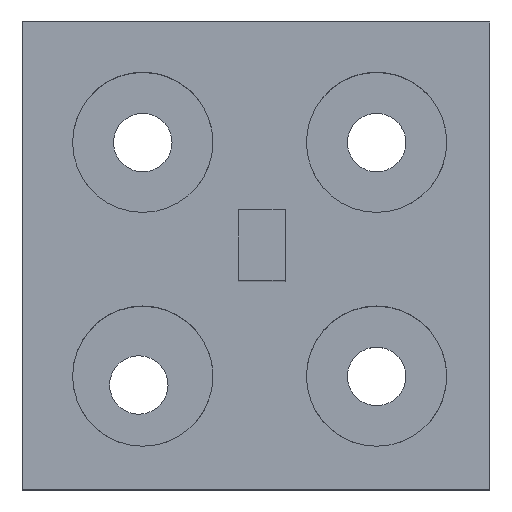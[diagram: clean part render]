
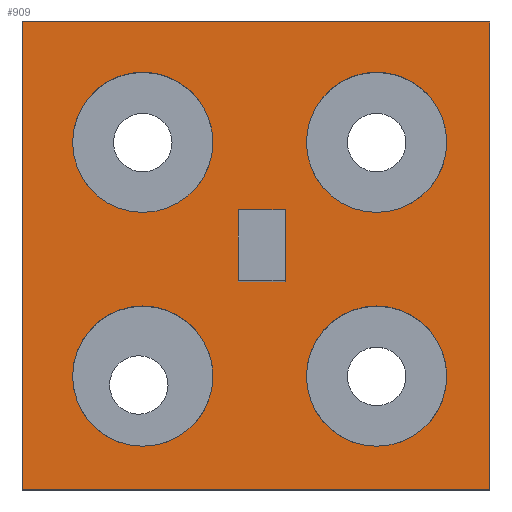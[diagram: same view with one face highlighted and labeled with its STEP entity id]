
A CAD part, top view. The second image highlights one B-rep face of the part: STEP entity #909.
In plain terms, the highlighted planar face has unit normal (0, 0, 1).
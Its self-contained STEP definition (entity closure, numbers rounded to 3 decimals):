
#27=FACE_BOUND('',#127,.T.);
#28=FACE_BOUND('',#128,.T.);
#29=FACE_BOUND('',#129,.T.);
#30=FACE_BOUND('',#130,.T.);
#31=FACE_BOUND('',#131,.T.);
#48=CIRCLE('',#969,6.);
#49=CIRCLE('',#970,6.);
#50=CIRCLE('',#971,6.);
#51=CIRCLE('',#972,6.);
#81=FACE_OUTER_BOUND('',#126,.T.);
#126=EDGE_LOOP('',(#615,#616,#617,#618));
#127=EDGE_LOOP('',(#619));
#128=EDGE_LOOP('',(#620));
#129=EDGE_LOOP('',(#621));
#130=EDGE_LOOP('',(#622));
#131=EDGE_LOOP('',(#623,#624,#625,#626));
#191=LINE('',#1304,#291);
#195=LINE('',#1313,#295);
#196=LINE('',#1315,#296);
#197=LINE('',#1317,#297);
#198=LINE('',#1318,#298);
#199=LINE('',#1328,#299);
#200=LINE('',#1330,#300);
#201=LINE('',#1331,#301);
#291=VECTOR('',#1048,10.);
#295=VECTOR('',#1054,10.);
#296=VECTOR('',#1055,10.);
#297=VECTOR('',#1056,10.);
#298=VECTOR('',#1057,10.);
#299=VECTOR('',#1066,10.);
#300=VECTOR('',#1067,10.);
#301=VECTOR('',#1068,10.);
#391=VERTEX_POINT('',#1302);
#392=VERTEX_POINT('',#1303);
#395=VERTEX_POINT('',#1311);
#396=VERTEX_POINT('',#1312);
#397=VERTEX_POINT('',#1314);
#398=VERTEX_POINT('',#1316);
#399=VERTEX_POINT('',#1319);
#400=VERTEX_POINT('',#1321);
#401=VERTEX_POINT('',#1323);
#402=VERTEX_POINT('',#1325);
#403=VERTEX_POINT('',#1327);
#404=VERTEX_POINT('',#1329);
#479=EDGE_CURVE('',#391,#392,#191,.T.);
#483=EDGE_CURVE('',#395,#396,#195,.T.);
#484=EDGE_CURVE('',#396,#397,#196,.T.);
#485=EDGE_CURVE('',#397,#398,#197,.T.);
#486=EDGE_CURVE('',#398,#395,#198,.T.);
#487=EDGE_CURVE('',#399,#399,#48,.T.);
#488=EDGE_CURVE('',#400,#400,#49,.T.);
#489=EDGE_CURVE('',#401,#401,#50,.T.);
#490=EDGE_CURVE('',#402,#402,#51,.T.);
#491=EDGE_CURVE('',#403,#391,#199,.T.);
#492=EDGE_CURVE('',#392,#404,#200,.T.);
#493=EDGE_CURVE('',#404,#403,#201,.T.);
#615=ORIENTED_EDGE('',*,*,#483,.T.);
#616=ORIENTED_EDGE('',*,*,#484,.T.);
#617=ORIENTED_EDGE('',*,*,#485,.T.);
#618=ORIENTED_EDGE('',*,*,#486,.T.);
#619=ORIENTED_EDGE('',*,*,#487,.T.);
#620=ORIENTED_EDGE('',*,*,#488,.T.);
#621=ORIENTED_EDGE('',*,*,#489,.T.);
#622=ORIENTED_EDGE('',*,*,#490,.T.);
#623=ORIENTED_EDGE('',*,*,#491,.T.);
#624=ORIENTED_EDGE('',*,*,#479,.T.);
#625=ORIENTED_EDGE('',*,*,#492,.T.);
#626=ORIENTED_EDGE('',*,*,#493,.T.);
#876=PLANE('',#968);
#909=ADVANCED_FACE('',(#81,#27,#28,#29,#30,#31),#876,.F.);
#968=AXIS2_PLACEMENT_3D('',#1310,#1052,#1053);
#969=AXIS2_PLACEMENT_3D('',#1320,#1058,#1059);
#970=AXIS2_PLACEMENT_3D('',#1322,#1060,#1061);
#971=AXIS2_PLACEMENT_3D('',#1324,#1062,#1063);
#972=AXIS2_PLACEMENT_3D('',#1326,#1064,#1065);
#1048=DIRECTION('',(0.,-1.,0.));
#1052=DIRECTION('center_axis',(0.,0.,-1.));
#1053=DIRECTION('ref_axis',(1.,0.,0.));
#1054=DIRECTION('',(-1.,0.,0.));
#1055=DIRECTION('',(0.,-1.,0.));
#1056=DIRECTION('',(1.,0.,0.));
#1057=DIRECTION('',(0.,1.,0.));
#1058=DIRECTION('center_axis',(0.,0.,-1.));
#1059=DIRECTION('ref_axis',(1.,0.,0.));
#1060=DIRECTION('center_axis',(0.,0.,-1.));
#1061=DIRECTION('ref_axis',(1.,0.,0.));
#1062=DIRECTION('center_axis',(0.,0.,-1.));
#1063=DIRECTION('ref_axis',(1.,0.,0.));
#1064=DIRECTION('center_axis',(0.,0.,-1.));
#1065=DIRECTION('ref_axis',(1.,0.,0.));
#1066=DIRECTION('',(1.,0.,0.));
#1067=DIRECTION('',(-1.,0.,0.));
#1068=DIRECTION('',(0.,1.,0.));
#1302=CARTESIAN_POINT('',(-25.576,-29.186,-20.));
#1303=CARTESIAN_POINT('',(-25.576,-35.186,-20.));
#1304=CARTESIAN_POINT('',(-25.576,-34.079,-20.));
#1310=CARTESIAN_POINT('Origin',(-28.074,-32.971,-20.));
#1311=CARTESIAN_POINT('',(-8.074,-12.971,-20.));
#1312=CARTESIAN_POINT('',(-48.074,-12.971,-20.));
#1313=CARTESIAN_POINT('',(-8.074,-12.971,-20.));
#1314=CARTESIAN_POINT('',(-48.074,-52.971,-20.));
#1315=CARTESIAN_POINT('',(-48.074,-12.971,-20.));
#1316=CARTESIAN_POINT('',(-8.074,-52.971,-20.));
#1317=CARTESIAN_POINT('',(-48.074,-52.971,-20.));
#1318=CARTESIAN_POINT('',(-8.074,-52.971,-20.));
#1319=CARTESIAN_POINT('',(-23.758,-23.26,-20.));
#1320=CARTESIAN_POINT('Origin',(-17.758,-23.26,-20.));
#1321=CARTESIAN_POINT('',(-23.758,-43.26,-20.));
#1322=CARTESIAN_POINT('Origin',(-17.758,-43.26,-20.));
#1323=CARTESIAN_POINT('',(-43.758,-43.26,-20.));
#1324=CARTESIAN_POINT('Origin',(-37.758,-43.26,-20.));
#1325=CARTESIAN_POINT('',(-43.758,-23.26,-20.));
#1326=CARTESIAN_POINT('Origin',(-37.758,-23.26,-20.));
#1327=CARTESIAN_POINT('',(-29.576,-29.186,-20.));
#1328=CARTESIAN_POINT('',(-27.325,-29.186,-20.));
#1329=CARTESIAN_POINT('',(-29.576,-35.186,-20.));
#1330=CARTESIAN_POINT('',(-28.825,-35.186,-20.));
#1331=CARTESIAN_POINT('',(-29.576,-31.079,-20.));
